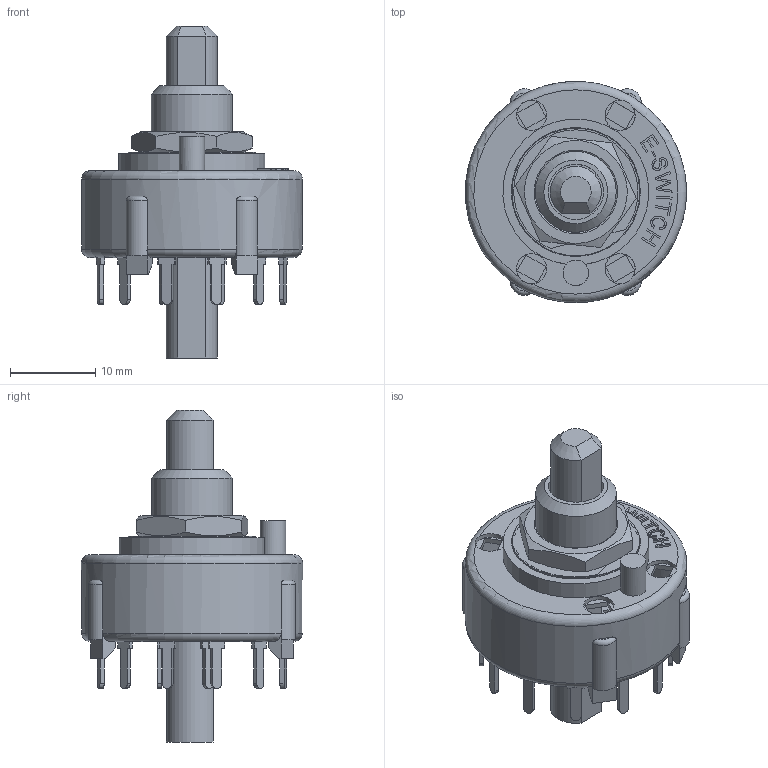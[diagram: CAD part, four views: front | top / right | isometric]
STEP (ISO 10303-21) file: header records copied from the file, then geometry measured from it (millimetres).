
FILE_DESCRIPTION((' '),'2;1');
FILE_NAME('KC34A30.001xPx.stp.stp','2017-07-20T11:29:24',(' '),(' '),' ','ACIS',' ');
FILE_SCHEMA(('CONFIG_CONTROL_DESIGN'));
Length unit declared in the file: inch
Products named in the file (1): KC34A30.001xPx.stp.stp
Bounding box: 25.96 x 25.98 x 39 mm (x, y, z)
Volume: 3578.9 mm3; surface area: 5381.5 mm2
Topology: 1 solids, 2 shells, 729 faces, 1974 edges, 1284 vertices
Faces by surface type: plane 509, bspline 156, cylinder 45, torus 13, cone 6
Full cylindrical faces by diameter (mm): 3 x1, 3.55 x4, 6.5 x1, 9.5 x2, 10.25 x1, 10.312 x1, 15 x1, 15.15 x1, 24 x1, 26 x1
Entity records: 23669 total; most frequent: CARTESIAN_POINT 6320, ORIENTED_EDGE 3886, DIRECTION 2880, EDGE_CURVE 1943, VECTOR 1462, LINE 1462, VERTEX_POINT 1273, EDGE_LOOP 846
